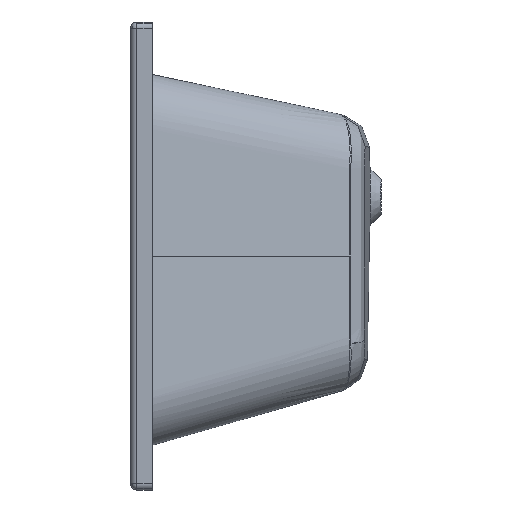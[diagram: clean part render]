
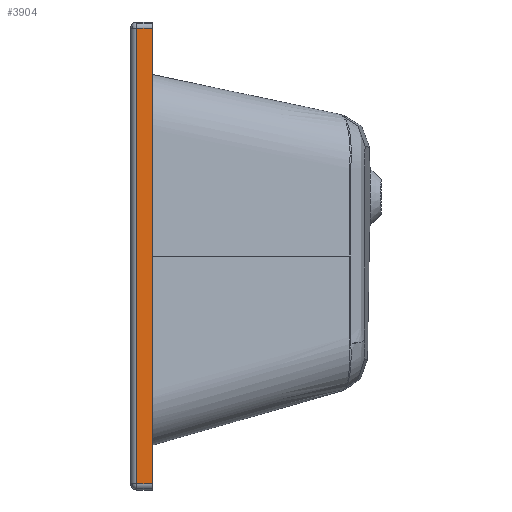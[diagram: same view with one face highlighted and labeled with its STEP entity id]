
A CAD part, left-side view. The second image highlights one B-rep face of the part: STEP entity #3904.
In plain terms, the highlighted planar face has unit normal (-1, 0, 0).
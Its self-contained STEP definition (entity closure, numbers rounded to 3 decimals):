
#122 = LINE ( 'NONE', #7866, #10374 ) ;
#582 = EDGE_CURVE ( 'NONE', #1294, #3698, #7242, .T. ) ;
#677 = ORIENTED_EDGE ( 'NONE', *, *, #814, .F. ) ;
#814 = EDGE_CURVE ( 'NONE', #8672, #7969, #8711, .T. ) ;
#884 = CARTESIAN_POINT ( 'NONE',  ( -850., -35., 365. ) ) ;
#1105 = CARTESIAN_POINT ( 'NONE',  ( -850., -10., -365. ) ) ;
#1294 = VERTEX_POINT ( 'NONE', #10567 ) ;
#1360 = VECTOR ( 'NONE', #1476, 1000. ) ;
#1476 = DIRECTION ( 'NONE',  ( 0., 1., 0. ) ) ;
#1800 = LINE ( 'NONE', #8509, #7686 ) ;
#2487 = DIRECTION ( 'NONE',  ( 1., 0., 0. ) ) ;
#2502 = DIRECTION ( 'NONE',  ( 0., -1., 0. ) ) ;
#2523 = CARTESIAN_POINT ( 'NONE',  ( -850., 0., -375. ) ) ;
#2774 = DIRECTION ( 'NONE',  ( 0., 0., 1. ) ) ;
#2949 = CARTESIAN_POINT ( 'NONE',  ( -850., -10., 365. ) ) ;
#3047 = AXIS2_PLACEMENT_3D ( 'NONE', #2523, #2487, #8419 ) ;
#3698 = VERTEX_POINT ( 'NONE', #1105 ) ;
#3904 = ADVANCED_FACE ( 'NONE', ( #4142 ), #9596, .F. ) ;
#4142 = FACE_OUTER_BOUND ( 'NONE', #10482, .T. ) ;
#4326 = ORIENTED_EDGE ( 'NONE', *, *, #582, .F. ) ;
#4660 = EDGE_CURVE ( 'NONE', #1294, #7969, #1800, .T. ) ;
#5563 = VECTOR ( 'NONE', #2502, 1000. ) ;
#6214 = DIRECTION ( 'NONE',  ( 0., 0., 1. ) ) ;
#6482 = CARTESIAN_POINT ( 'NONE',  ( -850., 0., -365. ) ) ;
#7212 = EDGE_CURVE ( 'NONE', #3698, #8672, #122, .T. ) ;
#7242 = LINE ( 'NONE', #6482, #1360 ) ;
#7686 = VECTOR ( 'NONE', #2774, 1000. ) ;
#7866 = CARTESIAN_POINT ( 'NONE',  ( -850., -10., -375. ) ) ;
#7969 = VERTEX_POINT ( 'NONE', #884 ) ;
#8419 = DIRECTION ( 'NONE',  ( 0., 0., -1. ) ) ;
#8509 = CARTESIAN_POINT ( 'NONE',  ( -850., -35., -375. ) ) ;
#8672 = VERTEX_POINT ( 'NONE', #2949 ) ;
#8711 = LINE ( 'NONE', #12395, #5563 ) ;
#9063 = ORIENTED_EDGE ( 'NONE', *, *, #7212, .F. ) ;
#9596 = PLANE ( 'NONE',  #3047 ) ;
#10374 = VECTOR ( 'NONE', #6214, 1000. ) ;
#10482 = EDGE_LOOP ( 'NONE', ( #9063, #4326, #10943, #677 ) ) ;
#10567 = CARTESIAN_POINT ( 'NONE',  ( -850., -35., -365. ) ) ;
#10943 = ORIENTED_EDGE ( 'NONE', *, *, #4660, .T. ) ;
#12395 = CARTESIAN_POINT ( 'NONE',  ( -850., -35., 365. ) ) ;
